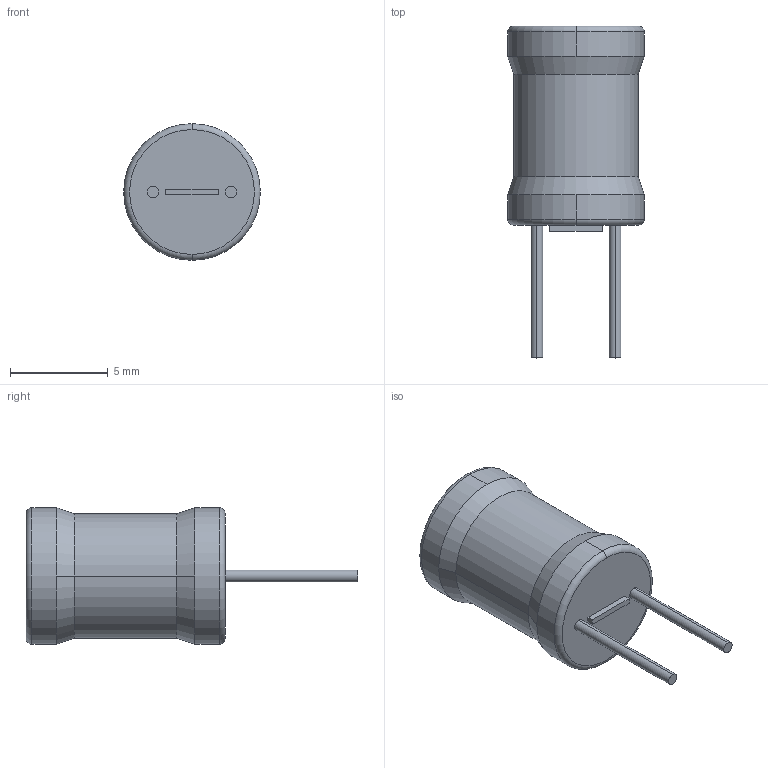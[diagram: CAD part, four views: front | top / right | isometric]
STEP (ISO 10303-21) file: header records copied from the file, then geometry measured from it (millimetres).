
FILE_DESCRIPTION (( 'STEP AP214' ), '1' );
FILE_NAME ('IL_SBCP_D7L10.5S4LL6.5F0.6.STEP', '2018-06-26T20:24:41', ( '' ), ( '' ), 'SwSTEP 2.0', 'SolidWorks 2014', '' );
FILE_SCHEMA (( 'AUTOMOTIVE_DESIGN' ));
Length unit declared in the file: millimetre
Products named in the file (1): IL_SBCP_D7L10.5S4LL6.5F0.6
Bounding box: 7 x 17 x 7 mm (x, y, z)
Volume: 354.5 mm3; surface area: 319.2 mm2
Topology: 4 solids, 4 shells, 84 faces, 211 edges, 138 vertices
Faces by surface type: plane 66, cylinder 10, torus 4, cone 4
Entity records: 2841 total; most frequent: CARTESIAN_POINT 434, ORIENTED_EDGE 422, DIRECTION 413, EDGE_CURVE 211, VECTOR 179, LINE 179, VERTEX_POINT 138, AXIS2_PLACEMENT_3D 117
